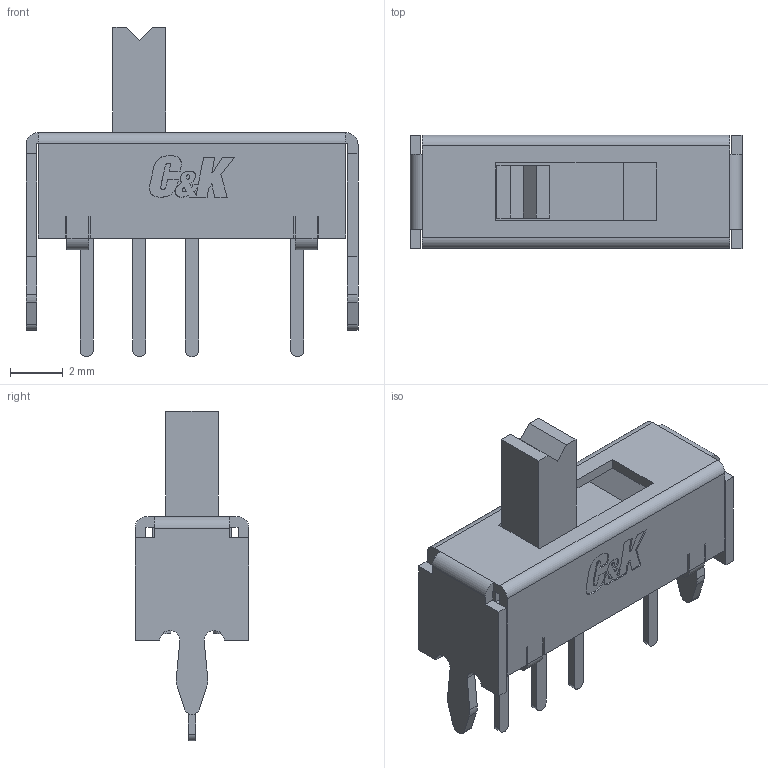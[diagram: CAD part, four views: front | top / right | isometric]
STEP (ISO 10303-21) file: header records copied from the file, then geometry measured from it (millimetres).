
FILE_DESCRIPTION(('FreeCAD Model'),'2;1');
FILE_NAME('OS103011MS8QP1.step' ,'2020-11-05T13:28:50',('kicad StepUp'),('ksu MCAD'), 'Open CASCADE STEP processor 7.3','FreeCAD','Unknown');
FILE_SCHEMA(('AUTOMOTIVE_DESIGN { 1 0 10303 214 1 1 1 1 }'));
Length unit declared in the file: millimetre
Products named in the file (1): OS103011MS8QP1
Bounding box: 12.6 x 4.3 x 12.5 mm (x, y, z)
Volume: 129.4 mm3; surface area: 549.6 mm2
Topology: 1 solids, 1 shells, 216 faces, 623 edges, 408 vertices
Faces by surface type: plane 162, cylinder 32, extrusion 22
Entity records: 7312 total; most frequent: CARTESIAN_POINT 1616, ORIENTED_EDGE 1246, DIRECTION 1055, EDGE_CURVE 623, VECTOR 537, LINE 515, VERTEX_POINT 408, AXIS2_PLACEMENT_3D 259
